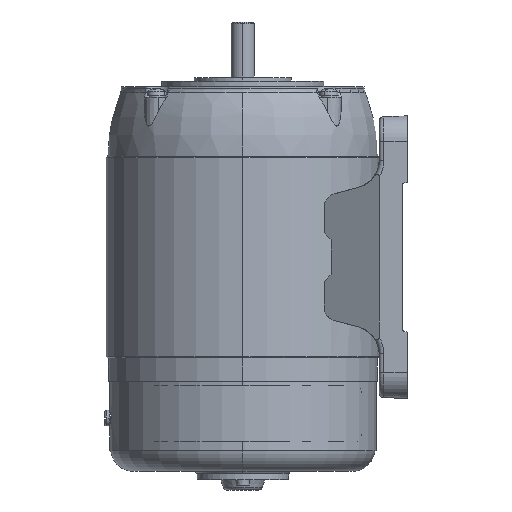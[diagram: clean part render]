
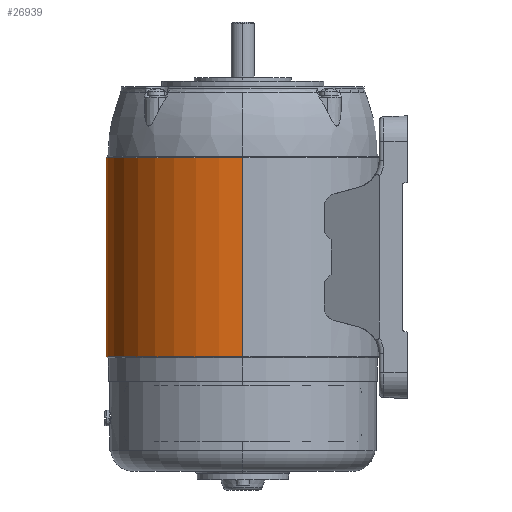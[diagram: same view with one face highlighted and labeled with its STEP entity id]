
A CAD part, left-side view. The second image highlights one B-rep face of the part: STEP entity #26939.
In plain terms, the highlighted cylindrical face has radius 59 mm (diameter 118 mm), a partial arc.
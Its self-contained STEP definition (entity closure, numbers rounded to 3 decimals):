
#254 = DIRECTION ( 'NONE',  ( 0., 0., 1. ) ) ;
#560 = ORIENTED_EDGE ( 'NONE', *, *, #7262, .F. ) ;
#843 = CARTESIAN_POINT ( 'NONE',  ( 53.442, 25., -74. ) ) ;
#1925 = DIRECTION ( 'NONE',  ( 0., 0., 1. ) ) ;
#2163 = EDGE_CURVE ( 'NONE', #13223, #33233, #14944, .T. ) ;
#2622 = CARTESIAN_POINT ( 'NONE',  ( -59., 0., -2. ) ) ;
#2745 = CARTESIAN_POINT ( 'NONE',  ( 51.461, 28.857, -71.094 ) ) ;
#2789 = CARTESIAN_POINT ( 'NONE',  ( 52.491, 26.944, -16.468 ) ) ;
#2927 = DIRECTION ( 'NONE',  ( 0., 0., -1. ) ) ;
#3168 = CARTESIAN_POINT ( 'NONE',  ( 51.381, 29., -70.281 ) ) ;
#3222 = VERTEX_POINT ( 'NONE', #28912 ) ;
#3719 = LINE ( 'NONE', #30490, #10921 ) ;
#3922 = CARTESIAN_POINT ( 'NONE',  ( 51.381, 29., -70. ) ) ;
#4110 = AXIS2_PLACEMENT_3D ( 'NONE', #21200, #2927, #24220 ) ;
#4843 = ORIENTED_EDGE ( 'NONE', *, *, #31588, .T. ) ;
#4881 = CARTESIAN_POINT ( 'NONE',  ( 51.397, 28.971, -70.556 ) ) ;
#5425 = CARTESIAN_POINT ( 'NONE',  ( 51.509, 28.771, -71.36 ) ) ;
#5744 = CARTESIAN_POINT ( 'NONE',  ( 53.204, 25.508, -16. ) ) ;
#5864 = VECTOR ( 'NONE', #22361, 1000. ) ;
#5871 = CARTESIAN_POINT ( 'NONE',  ( 51.964, 27.942, -17.278 ) ) ;
#5952 = VERTEX_POINT ( 'NONE', #13360 ) ;
#6278 = CARTESIAN_POINT ( 'NONE',  ( 51.63, 28.554, -71.856 ) ) ;
#6311 = EDGE_CURVE ( 'NONE', #3222, #29358, #30120, .T. ) ;
#6318 = EDGE_CURVE ( 'NONE', #7536, #5952, #36197, .T. ) ;
#6566 = CARTESIAN_POINT ( 'NONE',  ( 51.704, 28.421, -72.089 ) ) ;
#7262 = EDGE_CURVE ( 'NONE', #29358, #37017, #12402, .T. ) ;
#7337 = CARTESIAN_POINT ( 'NONE',  ( 51.872, 28.113, -72.526 ) ) ;
#7418 = CARTESIAN_POINT ( 'NONE',  ( 52.273, 27.361, -73.239 ) ) ;
#7536 = VERTEX_POINT ( 'NONE', #20097 ) ;
#7950 = CARTESIAN_POINT ( 'NONE',  ( 51.964, 27.942, -72.723 ) ) ;
#8399 = VECTOR ( 'NONE', #1925, 1000. ) ;
#8943 = CARTESIAN_POINT ( 'NONE',  ( 51.747, 28.341, -17.797 ) ) ;
#9347 = CYLINDRICAL_SURFACE ( 'NONE', #26029, 59. ) ;
#10122 = DIRECTION ( 'NONE',  ( 0., 0., 1. ) ) ;
#10852 = EDGE_CURVE ( 'NONE', #33233, #37017, #36991, .T. ) ;
#10892 = CARTESIAN_POINT ( 'NONE',  ( 53.442, 25., -74. ) ) ;
#10921 = VECTOR ( 'NONE', #254, 1000. ) ;
#11871 = DIRECTION ( 'NONE',  ( 0., 0., -1. ) ) ;
#11873 = CARTESIAN_POINT ( 'NONE',  ( 52.61, 26.707, -73.626 ) ) ;
#11953 = EDGE_CURVE ( 'NONE', #29721, #34142, #3719, .T. ) ;
#12002 = CARTESIAN_POINT ( 'NONE',  ( 51.635, 28.545, -18.142 ) ) ;
#12081 = CARTESIAN_POINT ( 'NONE',  ( 53.204, 25.503, -73.976 ) ) ;
#12402 = LINE ( 'NONE', #16781, #27633 ) ;
#12510 = CARTESIAN_POINT ( 'NONE',  ( 53.323, 25.254, -74. ) ) ;
#12677 = CARTESIAN_POINT ( 'NONE',  ( 52.966, 25.994, -73.883 ) ) ;
#13223 = VERTEX_POINT ( 'NONE', #35608 ) ;
#13360 = CARTESIAN_POINT ( 'NONE',  ( 51.381, 29., -20. ) ) ;
#13382 = CARTESIAN_POINT ( 'NONE',  ( 59., 0., -88. ) ) ;
#13442 = CARTESIAN_POINT ( 'NONE',  ( 0., 0., -2. ) ) ;
#13517 = ORIENTED_EDGE ( 'NONE', *, *, #11953, .F. ) ;
#13611 = ORIENTED_EDGE ( 'NONE', *, *, #6318, .T. ) ;
#14594 = CIRCLE ( 'NONE', #22273, 59. ) ;
#14944 = B_SPLINE_CURVE_WITH_KNOTS ( 'NONE', 3,
 ( #3922, #3168, #4881, #2745, #5425, #6278, #6566, #7337, #7950, #36703, #7418, #36488, #11873, #36878, #12677, #12081, #12510, #843 ),
 .UNSPECIFIED., .F., .F.,
 ( 4, 2, 2, 2, 2, 2, 2, 2, 4 ),
 ( 0., 0.001, 0.002, 0.002, 0.003, 0.004, 0.005, 0.006, 0.007 ),
 .UNSPECIFIED. ) ;
#14950 = CARTESIAN_POINT ( 'NONE',  ( 53.442, 25., -16. ) ) ;
#15075 = CARTESIAN_POINT ( 'NONE',  ( 51.509, 28.771, -18.639 ) ) ;
#16257 = ORIENTED_EDGE ( 'NONE', *, *, #10852, .T. ) ;
#16502 = DIRECTION ( 'NONE',  ( -1., 0., 0. ) ) ;
#16781 = CARTESIAN_POINT ( 'NONE',  ( 59., 0., -90. ) ) ;
#17119 = AXIS2_PLACEMENT_3D ( 'NONE', #30118, #11871, #33145 ) ;
#17562 = VERTEX_POINT ( 'NONE', #2622 ) ;
#17981 = EDGE_CURVE ( 'NONE', #5952, #13223, #29201, .T. ) ;
#18127 = CARTESIAN_POINT ( 'NONE',  ( 51.398, 28.97, -19.437 ) ) ;
#19027 = AXIS2_PLACEMENT_3D ( 'NONE', #28338, #10122, #31410 ) ;
#20041 = EDGE_CURVE ( 'NONE', #3222, #17562, #31703, .T. ) ;
#20097 = CARTESIAN_POINT ( 'NONE',  ( 53.442, 25., -16. ) ) ;
#20145 = CARTESIAN_POINT ( 'NONE',  ( -59., 0., -90. ) ) ;
#21063 = CARTESIAN_POINT ( 'NONE',  ( 52.965, 25.999, -16.094 ) ) ;
#21200 = CARTESIAN_POINT ( 'NONE',  ( 0., 0., -74. ) ) ;
#21205 = CARTESIAN_POINT ( 'NONE',  ( 51.381, 29., -20. ) ) ;
#22273 = AXIS2_PLACEMENT_3D ( 'NONE', #13442, #34706, #16502 ) ;
#22361 = DIRECTION ( 'NONE',  ( 0., 0., -1. ) ) ;
#22419 = CIRCLE ( 'NONE', #19027, 59. ) ;
#22437 = ORIENTED_EDGE ( 'NONE', *, *, #2163, .T. ) ;
#23549 = ORIENTED_EDGE ( 'NONE', *, *, #20041, .T. ) ;
#23623 = DIRECTION ( 'NONE',  ( 0., 0., 1. ) ) ;
#24078 = CARTESIAN_POINT ( 'NONE',  ( 52.267, 27.373, -16.738 ) ) ;
#24220 = DIRECTION ( 'NONE',  ( -1., 0., 0. ) ) ;
#25609 = ORIENTED_EDGE ( 'NONE', *, *, #6311, .F. ) ;
#26029 = AXIS2_PLACEMENT_3D ( 'NONE', #26833, #23623, #39089 ) ;
#26063 = ORIENTED_EDGE ( 'NONE', *, *, #29256, .T. ) ;
#26833 = CARTESIAN_POINT ( 'NONE',  ( 0., 0., -90. ) ) ;
#26939 = ADVANCED_FACE ( 'NONE', ( #28368 ), #9347, .T. ) ;
#27189 = CARTESIAN_POINT ( 'NONE',  ( 51.872, 28.113, -17.475 ) ) ;
#27549 = CARTESIAN_POINT ( 'NONE',  ( 59., 0., -2. ) ) ;
#27633 = VECTOR ( 'NONE', #32181, 1000. ) ;
#27718 = CARTESIAN_POINT ( 'NONE',  ( 59., 0., -16. ) ) ;
#28289 = CARTESIAN_POINT ( 'NONE',  ( 59., 0., -74. ) ) ;
#28338 = CARTESIAN_POINT ( 'NONE',  ( 0., 0., -16. ) ) ;
#28368 = FACE_OUTER_BOUND ( 'NONE', #36334, .T. ) ;
#28912 = CARTESIAN_POINT ( 'NONE',  ( -59., 0., -88. ) ) ;
#29201 = LINE ( 'NONE', #37678, #5864 ) ;
#29256 = EDGE_CURVE ( 'NONE', #17562, #34142, #14594, .T. ) ;
#29358 = VERTEX_POINT ( 'NONE', #13382 ) ;
#29721 = VERTEX_POINT ( 'NONE', #27718 ) ;
#29915 = ORIENTED_EDGE ( 'NONE', *, *, #17981, .T. ) ;
#30118 = CARTESIAN_POINT ( 'NONE',  ( 0., 0., -88. ) ) ;
#30120 = CIRCLE ( 'NONE', #17119, 59. ) ;
#30239 = CARTESIAN_POINT ( 'NONE',  ( 51.708, 28.413, -17.909 ) ) ;
#30490 = CARTESIAN_POINT ( 'NONE',  ( 59., 0., -90. ) ) ;
#31410 = DIRECTION ( 'NONE',  ( 1., 0., 0. ) ) ;
#31588 = EDGE_CURVE ( 'NONE', #29721, #7536, #22419, .T. ) ;
#31703 = LINE ( 'NONE', #20145, #8399 ) ;
#32181 = DIRECTION ( 'NONE',  ( 0., 0., 1. ) ) ;
#33145 = DIRECTION ( 'NONE',  ( -1., 0., 0. ) ) ;
#33233 = VERTEX_POINT ( 'NONE', #10892 ) ;
#33299 = CARTESIAN_POINT ( 'NONE',  ( 51.601, 28.607, -18.265 ) ) ;
#34142 = VERTEX_POINT ( 'NONE', #27549 ) ;
#34706 = DIRECTION ( 'NONE',  ( 0., 0., -1. ) ) ;
#35608 = CARTESIAN_POINT ( 'NONE',  ( 51.381, 29., -70. ) ) ;
#36197 = B_SPLINE_CURVE_WITH_KNOTS ( 'NONE', 3,
 ( #14950, #5744, #21063, #2789, #24078, #5871, #27189, #8943, #30239, #12002, #33299, #15075, #36349, #18127, #39415, #21205 ),
 .UNSPECIFIED., .F., .F.,
 ( 4, 2, 2, 2, 2, 2, 2, 4 ),
 ( 0., 0.002, 0.003, 0.004, 0.005, 0.005, 0.006, 0.007 ),
 .UNSPECIFIED. ) ;
#36334 = EDGE_LOOP ( 'NONE', ( #25609, #23549, #26063, #13517, #4843, #13611, #29915, #22437, #16257, #560 ) ) ;
#36349 = CARTESIAN_POINT ( 'NONE',  ( 51.462, 28.855, -18.899 ) ) ;
#36488 = CARTESIAN_POINT ( 'NONE',  ( 52.495, 26.932, -73.512 ) ) ;
#36703 = CARTESIAN_POINT ( 'NONE',  ( 52.165, 27.566, -73.079 ) ) ;
#36878 = CARTESIAN_POINT ( 'NONE',  ( 52.846, 26.238, -73.812 ) ) ;
#36991 = CIRCLE ( 'NONE', #4110, 59. ) ;
#37017 = VERTEX_POINT ( 'NONE', #28289 ) ;
#37678 = CARTESIAN_POINT ( 'NONE',  ( 51.381, 29., -90. ) ) ;
#39089 = DIRECTION ( 'NONE',  ( 1., 0., 0. ) ) ;
#39415 = CARTESIAN_POINT ( 'NONE',  ( 51.381, 29., -19.718 ) ) ;
